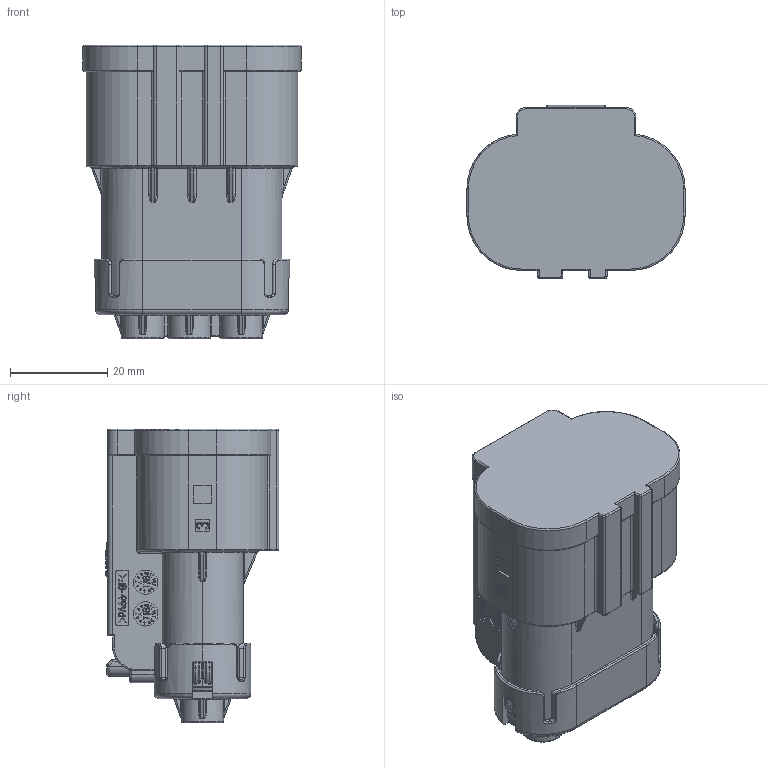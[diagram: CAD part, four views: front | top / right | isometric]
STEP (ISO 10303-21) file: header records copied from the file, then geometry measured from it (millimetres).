
FILE_DESCRIPTION (( 'STEP AP214' ), '1' );
FILE_NAME ('YGEV2-S3PA脣芛(諦誧杅耀).STEP', '2024-10-23T01:51:26', ( 'yguser' ), ( 'ygkj' ), 'SwSTEP 2.0', 'SolidWorks 2023', '' );
FILE_SCHEMA (( 'AUTOMOTIVE_DESIGN' ));
Products named in the file (1): YGEV2-S3PA插头(客户数模)
Bounding box: 44.9 x 35.7 x 60.5 mm (x, y, z)
Volume: 52621.4 mm3; surface area: 18105.8 mm2
Topology: 1 solids, 10 shells, 3148 faces, 8069 edges, 4958 vertices
Faces by surface type: plane 1485, cylinder 779, bspline 537, torus 234, sphere 100, cone 13
Entity records: 122828 total; most frequent: CARTESIAN_POINT 50485, ORIENTED_EDGE 15896, DIRECTION 13658, EDGE_CURVE 7948, VECTOR 4966, LINE 4966, VERTEX_POINT 4958, AXIS2_PLACEMENT_3D 4346
